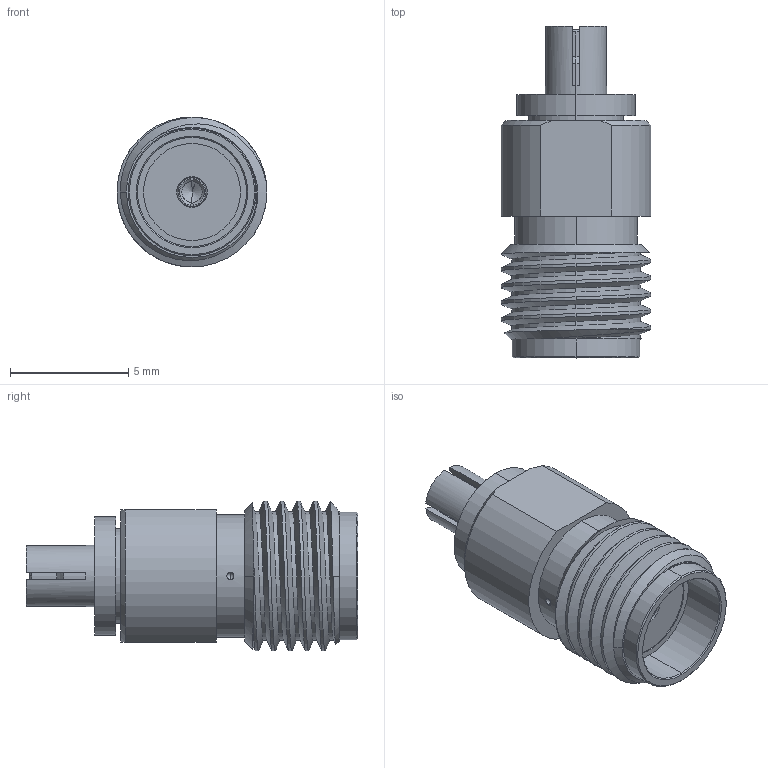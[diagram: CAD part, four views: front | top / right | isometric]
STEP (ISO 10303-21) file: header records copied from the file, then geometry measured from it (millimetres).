
FILE_DESCRIPTION(('Creo Elements/Direct Modeling STEP Export'),'2;1');
FILE_NAME('HRMJ-U.FLP(40).stp','2016-01-12T 9:57:56',(''),(''),'Creo Elements/Direct Modeling STEP processor for AP214 (Solid Model)','Creo Elements/Direct Modeling 18.1E 22-Nov-2013 (C) Parametric Technology GmbH','');
FILE_SCHEMA(('AUTOMOTIVE_DESIGN { 1 0 10303 214 1 1 1 1 }'));
Length unit declared in the file: millimetre
Products named in the file (1): HRMJ-U.FLP
Bounding box: 6.35 x 14.05 x 6.35 mm (x, y, z)
Volume: 270 mm3; surface area: 476.4 mm2
Topology: 1 solids, 1 shells, 155 faces, 458 edges, 312 vertices
Faces by surface type: cylinder 60, plane 48, cone 29, extrusion 8, bspline 6, sphere 4
Entity records: 7662 total; most frequent: CARTESIAN_POINT 4140, ORIENTED_EDGE 900, DIRECTION 570, EDGE_CURVE 450, VERTEX_POINT 312, AXIS2_PLACEMENT_3D 212, EDGE_LOOP 170, FACE_OUTER_BOUND 155
